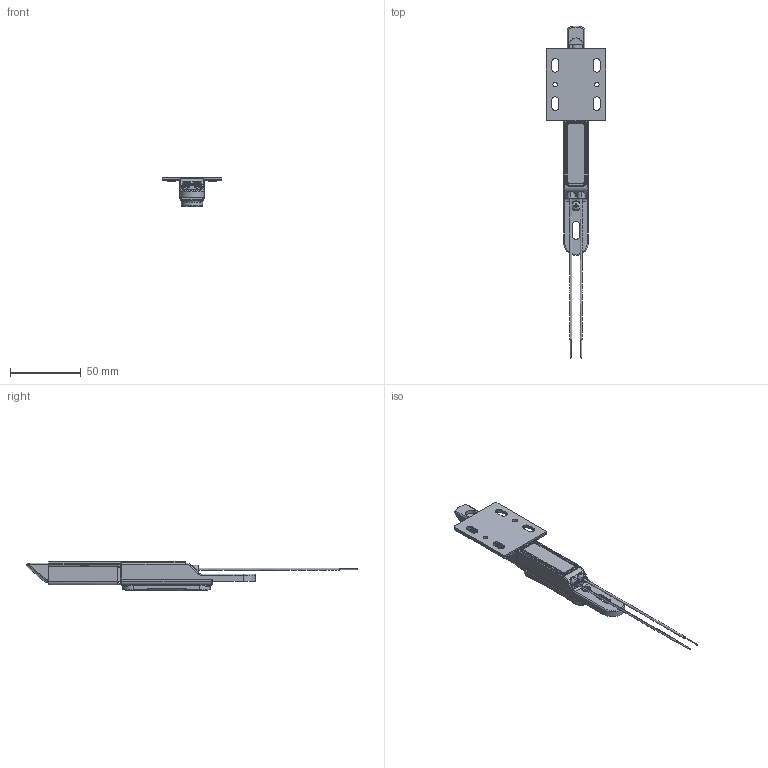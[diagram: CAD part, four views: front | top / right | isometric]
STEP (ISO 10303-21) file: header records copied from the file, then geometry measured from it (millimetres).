
FILE_DESCRIPTION(/* description */ ('E-SLAM LATCH'),/* implementation_level */ '2;1');
FILE_NAME(/* name */ 'E904V1B.stp',/* time_stamp */ '2023-11-28T10:37:29-05:00',/* author */ ('dtinay'),/* organization */ ('Eberhard Manufacturing Company'),/* preprocessor_version */ 'ST-DEVELOPER v20',/* originating_system */ 'Autodesk Inventor 2024',/* authorisation */ '');
FILE_SCHEMA (('AUTOMOTIVE_DESIGN { 1 0 10303 214 3 1 1 }'));
Length unit declared in the file: millimetre
Products named in the file (20): E904V1B; E904V1B-4; E904V1B-5; E904V1B-3; E904V1B-6; E904V1B-7; E904V1B-10; E904V1B-8; E904V1B-9; E904V1B-11; E904V1B-12; E904V1B-13; E904V1B-14; E904V1B-15; E904V1B-16; E904V1B-17; E904V1B-18; E904V1B-19; E904V1B-20; E904V1B-21
Assembly tree (19 placements, depth 2):
  E904V1B
    E904V1B-4
    E904V1B-5
    E904V1B-3
    E904V1B-6
    E904V1B-7
    E904V1B-10
    E904V1B-8
    E904V1B-9
    E904V1B-11
    E904V1B-12
    E904V1B-13
    E904V1B-14
    E904V1B-15
    E904V1B-16
    E904V1B-17
    E904V1B-18
    E904V1B-19
    E904V1B-20
    E904V1B-21
Bounding box: 42.2 x 234.38 x 20.64 mm (x, y, z)
Volume: 27287.6 mm3; surface area: 38133.4 mm2
Topology: 21 solids, 25 shells, 3146 faces, 8733 edges, 5715 vertices
Faces by surface type: cylinder 1615, plane 1202, bspline 155, torus 74, sphere 55, cone 45
Full cylindrical faces by diameter (mm): 0.76 x4, 0.78 x1, 0.8 x3, 0.9 x3, 1 x5, 1.1 x3, 1.2 x4, 1.4 x2, 1.45 x2, 1.5 x2, 1.524 x2, 1.549 x1, 1.6 x5, 2 x5, 2.35 x11, 2.362 x2, 2.4 x4, 2.459 x1, 3 x15, 3.152 x1, 3.175 x1, 3.3 x4, 3.404 x1, 4 x2, 4.362 x1, 4.366 x1, 4.915 x1, 4.928 x1, 4.991 x1, 5 x2
Entity records: 141052 total; most frequent: CARTESIAN_POINT 54654, DIRECTION 17754, ORIENTED_EDGE 17414, EDGE_CURVE 8707, AXIS2_PLACEMENT_3D 6552, VERTEX_POINT 5697, LINE 4650, VECTOR 4650
